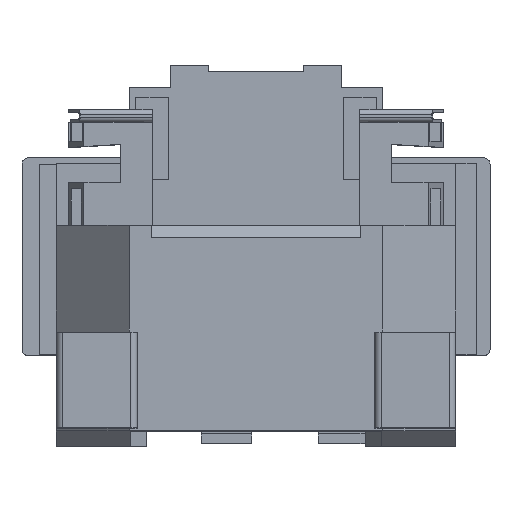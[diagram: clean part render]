
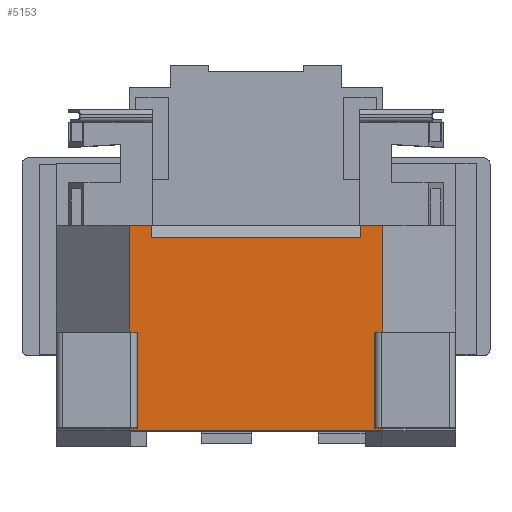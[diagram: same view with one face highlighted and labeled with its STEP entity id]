
A CAD part, top view. The second image highlights one B-rep face of the part: STEP entity #5153.
In plain terms, the highlighted planar face has unit normal (0, 0, 1).
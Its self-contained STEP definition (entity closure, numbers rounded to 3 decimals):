
#9 = VERTEX_POINT ( 'NONE', #11303 ) ;
#184 = VECTOR ( 'NONE', #10484, 1000. ) ;
#503 = VERTEX_POINT ( 'NONE', #1087 ) ;
#559 = EDGE_CURVE ( 'NONE', #7262, #9, #1654, .T. ) ;
#589 = VERTEX_POINT ( 'NONE', #11115 ) ;
#613 = VERTEX_POINT ( 'NONE', #6876 ) ;
#657 = VERTEX_POINT ( 'NONE', #2356 ) ;
#673 = CARTESIAN_POINT ( 'NONE',  ( -20., -0.4, 41.2 ) ) ;
#802 = CARTESIAN_POINT ( 'NONE',  ( -20., -0.4, 41.2 ) ) ;
#965 = DIRECTION ( 'NONE',  ( 0., 1., 0. ) ) ;
#990 = EDGE_CURVE ( 'NONE', #613, #10791, #1995, .T. ) ;
#1087 = CARTESIAN_POINT ( 'NONE',  ( -18.75, 0., 41.2 ) ) ;
#1587 = ORIENTED_EDGE ( 'NONE', *, *, #7344, .T. ) ;
#1654 = LINE ( 'NONE', #2117, #7668 ) ;
#1917 = VECTOR ( 'NONE', #11030, 1000. ) ;
#1995 = LINE ( 'NONE', #14312, #13318 ) ;
#2117 = CARTESIAN_POINT ( 'NONE',  ( 0., 30., 41.2 ) ) ;
#2118 = FACE_OUTER_BOUND ( 'NONE', #3958, .T. ) ;
#2356 = CARTESIAN_POINT ( 'NONE',  ( -20., 32., 41.2 ) ) ;
#2424 = LINE ( 'NONE', #4694, #6664 ) ;
#2457 = CARTESIAN_POINT ( 'NONE',  ( -18.75, 15., 41.2 ) ) ;
#2858 = DIRECTION ( 'NONE',  ( 0., 1., 0. ) ) ;
#2945 = EDGE_CURVE ( 'NONE', #5435, #11114, #3252, .T. ) ;
#2970 = EDGE_CURVE ( 'NONE', #13460, #589, #8200, .T. ) ;
#3002 = CARTESIAN_POINT ( 'NONE',  ( -18.75, 0., 41.2 ) ) ;
#3125 = ORIENTED_EDGE ( 'NONE', *, *, #3878, .T. ) ;
#3252 = LINE ( 'NONE', #13046, #13705 ) ;
#3339 = CARTESIAN_POINT ( 'NONE',  ( 16.5, 30., 41.2 ) ) ;
#3578 = ORIENTED_EDGE ( 'NONE', *, *, #2945, .T. ) ;
#3599 = VECTOR ( 'NONE', #9830, 1000. ) ;
#3802 = ORIENTED_EDGE ( 'NONE', *, *, #559, .F. ) ;
#3878 = EDGE_CURVE ( 'NONE', #13460, #4980, #4637, .T. ) ;
#3893 = VERTEX_POINT ( 'NONE', #10846 ) ;
#3957 = CARTESIAN_POINT ( 'NONE',  ( -16.5, 30., 41.2 ) ) ;
#3958 = EDGE_LOOP ( 'NONE', ( #3802, #13954, #9571, #14100, #7580, #4468, #5325, #12578, #3125, #5341, #9240, #9859, #3578, #1587, #12061, #9816 ) ) ;
#4093 = VERTEX_POINT ( 'NONE', #12280 ) ;
#4251 = CARTESIAN_POINT ( 'NONE',  ( -20., 15., 41.2 ) ) ;
#4446 = EDGE_CURVE ( 'NONE', #589, #503, #14341, .T. ) ;
#4468 = ORIENTED_EDGE ( 'NONE', *, *, #5214, .F. ) ;
#4514 = CARTESIAN_POINT ( 'NONE',  ( -20., -0.4, 41.2 ) ) ;
#4636 = EDGE_CURVE ( 'NONE', #5288, #3893, #11153, .T. ) ;
#4637 = LINE ( 'NONE', #802, #12258 ) ;
#4694 = CARTESIAN_POINT ( 'NONE',  ( -20., 32., 41.2 ) ) ;
#4701 = LINE ( 'NONE', #11048, #5589 ) ;
#4835 = DIRECTION ( 'NONE',  ( 1., 0., 0. ) ) ;
#4911 = LINE ( 'NONE', #3339, #8271 ) ;
#4927 = VECTOR ( 'NONE', #10289, 1000. ) ;
#4980 = VERTEX_POINT ( 'NONE', #10961 ) ;
#5117 = LINE ( 'NONE', #3002, #13800 ) ;
#5153 = ADVANCED_FACE ( 'NONE', ( #2118 ), #12854, .T. ) ;
#5175 = EDGE_CURVE ( 'NONE', #13933, #657, #10606, .T. ) ;
#5214 = EDGE_CURVE ( 'NONE', #503, #10684, #5117, .T. ) ;
#5288 = VERTEX_POINT ( 'NONE', #8686 ) ;
#5291 = DIRECTION ( 'NONE',  ( 1., 0., 0. ) ) ;
#5323 = DIRECTION ( 'NONE',  ( 1., 0., 0. ) ) ;
#5325 = ORIENTED_EDGE ( 'NONE', *, *, #4446, .F. ) ;
#5341 = ORIENTED_EDGE ( 'NONE', *, *, #14252, .T. ) ;
#5435 = VERTEX_POINT ( 'NONE', #12241 ) ;
#5476 = DIRECTION ( 'NONE',  ( 0., 1., 0. ) ) ;
#5589 = VECTOR ( 'NONE', #965, 1000. ) ;
#5646 = CARTESIAN_POINT ( 'NONE',  ( 20., 15., 41.2 ) ) ;
#5690 = AXIS2_PLACEMENT_3D ( 'NONE', #9633, #10826, #9734 ) ;
#5731 = EDGE_CURVE ( 'NONE', #5435, #613, #11111, .T. ) ;
#5783 = CARTESIAN_POINT ( 'NONE',  ( 20., 0., 41.2 ) ) ;
#5830 = EDGE_CURVE ( 'NONE', #7262, #4093, #11301, .T. ) ;
#6179 = EDGE_CURVE ( 'NONE', #9, #5288, #4911, .T. ) ;
#6228 = CARTESIAN_POINT ( 'NONE',  ( -20., -0.4, 41.2 ) ) ;
#6269 = DIRECTION ( 'NONE',  ( 1., 0., 0. ) ) ;
#6293 = LINE ( 'NONE', #14326, #14612 ) ;
#6664 = VECTOR ( 'NONE', #4835, 1000. ) ;
#6876 = CARTESIAN_POINT ( 'NONE',  ( 18.75, 0., 41.2 ) ) ;
#7262 = VERTEX_POINT ( 'NONE', #3957 ) ;
#7344 = EDGE_CURVE ( 'NONE', #11114, #3893, #6293, .T. ) ;
#7365 = EDGE_CURVE ( 'NONE', #13933, #10684, #12122, .T. ) ;
#7522 = VECTOR ( 'NONE', #11025, 1000. ) ;
#7580 = ORIENTED_EDGE ( 'NONE', *, *, #7365, .T. ) ;
#7668 = VECTOR ( 'NONE', #10034, 1000. ) ;
#8065 = CARTESIAN_POINT ( 'NONE',  ( -16.5, 30., 41.2 ) ) ;
#8200 = LINE ( 'NONE', #673, #3599 ) ;
#8271 = VECTOR ( 'NONE', #11253, 1000. ) ;
#8686 = CARTESIAN_POINT ( 'NONE',  ( 16.5, 32., 41.2 ) ) ;
#9240 = ORIENTED_EDGE ( 'NONE', *, *, #990, .F. ) ;
#9571 = ORIENTED_EDGE ( 'NONE', *, *, #12408, .F. ) ;
#9633 = CARTESIAN_POINT ( 'NONE',  ( -20., -0.4, 41.2 ) ) ;
#9686 = CARTESIAN_POINT ( 'NONE',  ( -20., 32., 41.2 ) ) ;
#9734 = DIRECTION ( 'NONE',  ( 1., 0., 0. ) ) ;
#9816 = ORIENTED_EDGE ( 'NONE', *, *, #6179, .F. ) ;
#9830 = DIRECTION ( 'NONE',  ( 0., 1., 0. ) ) ;
#9859 = ORIENTED_EDGE ( 'NONE', *, *, #5731, .F. ) ;
#10034 = DIRECTION ( 'NONE',  ( 1., 0., 0. ) ) ;
#10289 = DIRECTION ( 'NONE',  ( 0., 1., 0. ) ) ;
#10484 = DIRECTION ( 'NONE',  ( 1., 0., 0. ) ) ;
#10606 = LINE ( 'NONE', #6228, #11850 ) ;
#10684 = VERTEX_POINT ( 'NONE', #2457 ) ;
#10791 = VERTEX_POINT ( 'NONE', #5783 ) ;
#10826 = DIRECTION ( 'NONE',  ( 0., 0., 1. ) ) ;
#10846 = CARTESIAN_POINT ( 'NONE',  ( 20., 32., 41.2 ) ) ;
#10961 = CARTESIAN_POINT ( 'NONE',  ( 20., -0.4, 41.2 ) ) ;
#11025 = DIRECTION ( 'NONE',  ( 1., 0., 0. ) ) ;
#11030 = DIRECTION ( 'NONE',  ( 0., -1., 0. ) ) ;
#11048 = CARTESIAN_POINT ( 'NONE',  ( 20., -0.4, 41.2 ) ) ;
#11111 = LINE ( 'NONE', #12908, #1917 ) ;
#11114 = VERTEX_POINT ( 'NONE', #5646 ) ;
#11115 = CARTESIAN_POINT ( 'NONE',  ( -20., 0., 41.2 ) ) ;
#11153 = LINE ( 'NONE', #9686, #12054 ) ;
#11253 = DIRECTION ( 'NONE',  ( 0., 1., 0. ) ) ;
#11301 = LINE ( 'NONE', #8065, #4927 ) ;
#11303 = CARTESIAN_POINT ( 'NONE',  ( 16.5, 30., 41.2 ) ) ;
#11515 = CARTESIAN_POINT ( 'NONE',  ( 0., 0., 41.2 ) ) ;
#11850 = VECTOR ( 'NONE', #14132, 1000. ) ;
#12054 = VECTOR ( 'NONE', #5323, 1000. ) ;
#12061 = ORIENTED_EDGE ( 'NONE', *, *, #4636, .F. ) ;
#12122 = LINE ( 'NONE', #14428, #7522 ) ;
#12241 = CARTESIAN_POINT ( 'NONE',  ( 18.75, 15., 41.2 ) ) ;
#12251 = DIRECTION ( 'NONE',  ( 1., 0., 0. ) ) ;
#12258 = VECTOR ( 'NONE', #5291, 1000. ) ;
#12280 = CARTESIAN_POINT ( 'NONE',  ( -16.5, 32., 41.2 ) ) ;
#12408 = EDGE_CURVE ( 'NONE', #657, #4093, #2424, .T. ) ;
#12578 = ORIENTED_EDGE ( 'NONE', *, *, #2970, .F. ) ;
#12854 = PLANE ( 'NONE',  #5690 ) ;
#12908 = CARTESIAN_POINT ( 'NONE',  ( 18.75, 0., 41.2 ) ) ;
#13046 = CARTESIAN_POINT ( 'NONE',  ( 0., 15., 41.2 ) ) ;
#13318 = VECTOR ( 'NONE', #12251, 1000. ) ;
#13460 = VERTEX_POINT ( 'NONE', #4514 ) ;
#13705 = VECTOR ( 'NONE', #6269, 1000. ) ;
#13800 = VECTOR ( 'NONE', #2858, 1000. ) ;
#13933 = VERTEX_POINT ( 'NONE', #4251 ) ;
#13954 = ORIENTED_EDGE ( 'NONE', *, *, #5830, .T. ) ;
#14100 = ORIENTED_EDGE ( 'NONE', *, *, #5175, .F. ) ;
#14132 = DIRECTION ( 'NONE',  ( 0., 1., 0. ) ) ;
#14252 = EDGE_CURVE ( 'NONE', #4980, #10791, #4701, .T. ) ;
#14312 = CARTESIAN_POINT ( 'NONE',  ( 0., 0., 41.2 ) ) ;
#14326 = CARTESIAN_POINT ( 'NONE',  ( 20., -0.4, 41.2 ) ) ;
#14341 = LINE ( 'NONE', #11515, #184 ) ;
#14428 = CARTESIAN_POINT ( 'NONE',  ( 0., 15., 41.2 ) ) ;
#14612 = VECTOR ( 'NONE', #5476, 1000. ) ;
